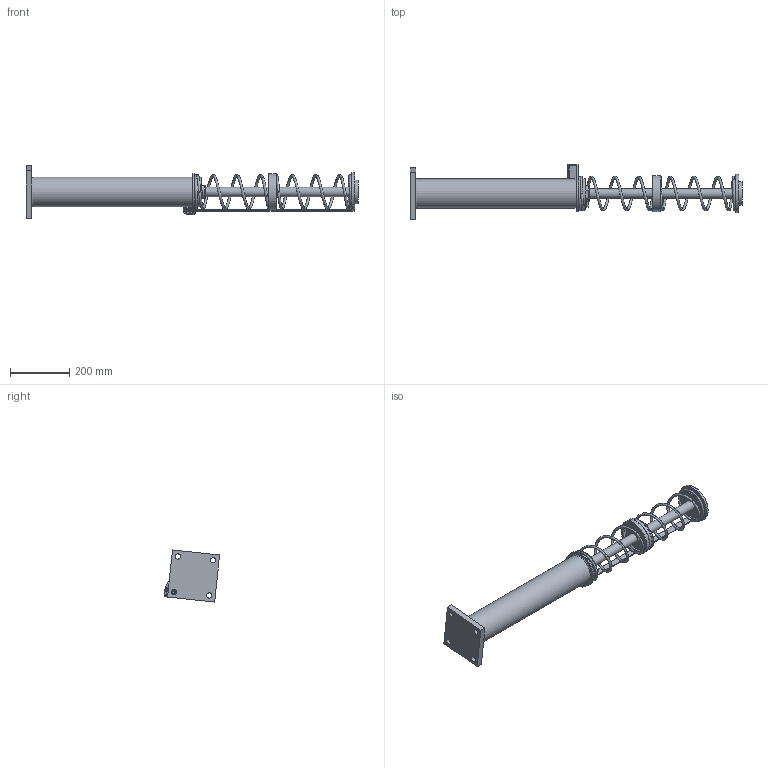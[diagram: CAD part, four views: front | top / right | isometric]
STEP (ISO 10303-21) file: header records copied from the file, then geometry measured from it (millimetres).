
FILE_DESCRIPTION(/* description */ ('Diese Zeichnung ist Eigentum der Henning GmbH & Co. KG und darf nur mit Genehmigung an dritte weitergegeben werden'),/* implementation_level */ '2;1');
FILE_NAME(/* name */ 'HPM-40-430 - V4.0_Kunde.stp',/* time_stamp */ '2019-06-12T13:15:30+02:00',/* author */ ('Baecker'),/* organization */ ('Henning GmbH & Co. KG'),/* preprocessor_version */ 'ST-DEVELOPER v17.2',/* originating_system */ 'Autodesk Inventor 2019',/* authorisation */ '');
FILE_SCHEMA (('AUTOMOTIVE_DESIGN { 1 0 10303 214 3 1 1 }'));
Products named in the file (1): HPM-40-430 - V4.0_Kunde
Bounding box: 1122 x 186.7 x 176.1 mm (x, y, z)
Volume: 5981461.2 mm3; surface area: 533312.1 mm2
Topology: 2 solids, 2 shells, 2127 faces, 5961 edges, 3869 vertices
Faces by surface type: plane 1126, cylinder 476, bspline 317, cone 93, torus 59, sphere 56
Full cylindrical faces by diameter (mm): 1.4 x1, 1.7 x1, 2 x1, 2.15 x2, 2.5 x2, 3 x2, 3.25 x1, 3.6 x1, 3.95 x2, 4 x5, 4.2 x2, 4.3 x2, 5 x1, 5.4 x1, 6 x2, 6.6 x2, 7 x3, 7.53 x1, 8 x1, 8.3 x1, 8.4 x1, 9 x1, 10 x1, 10.042 x1, 11 x1, 11.2 x1, 11.4 x1, 13 x1, 16 x1, 18 x5
Entity records: 84551 total; most frequent: CARTESIAN_POINT 27943, ORIENTED_EDGE 11904, DIRECTION 10821, EDGE_CURVE 5952, VERTEX_POINT 3869, AXIS2_PLACEMENT_3D 3613, LINE 3595, VECTOR 3595
